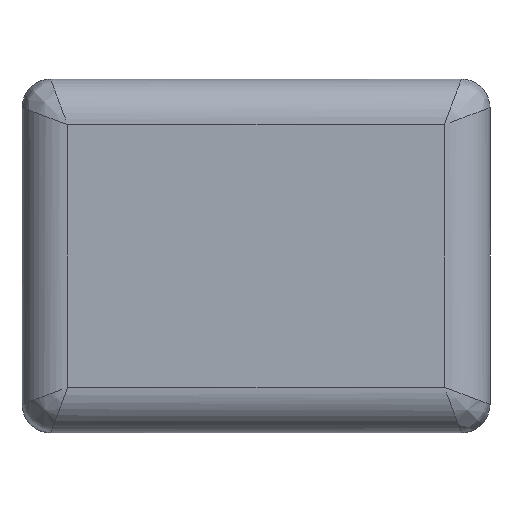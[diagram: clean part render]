
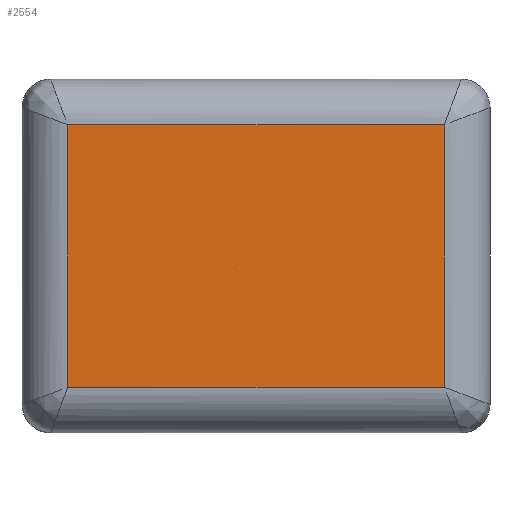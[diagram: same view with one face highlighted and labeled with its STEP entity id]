
A CAD part, left-side view. The second image highlights one B-rep face of the part: STEP entity #2554.
In plain terms, the highlighted planar face has unit normal (-1, 0, 0).
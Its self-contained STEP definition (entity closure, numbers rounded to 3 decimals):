
#130 = ORIENTED_EDGE ( 'NONE', *, *, #1285, .T. ) ;
#190 = LINE ( 'NONE', #2689, #2474 ) ;
#232 = VERTEX_POINT ( 'NONE', #1129 ) ;
#458 = CARTESIAN_POINT ( 'NONE',  ( -0.8, -0.41, 0.62 ) ) ;
#461 = EDGE_CURVE ( 'NONE', #232, #2247, #1848, .T. ) ;
#545 = VECTOR ( 'NONE', #2070, 1000. ) ;
#573 = DIRECTION ( 'NONE',  ( 0., 0., 1. ) ) ;
#580 = CARTESIAN_POINT ( 'NONE',  ( -0.8, -0.41, 0.54 ) ) ;
#612 = EDGE_LOOP ( 'NONE', ( #130, #1133, #1607, #1267 ) ) ;
#615 = VECTOR ( 'NONE', #573, 1000. ) ;
#672 = DIRECTION ( 'NONE',  ( 0., 0., -1. ) ) ;
#904 = LINE ( 'NONE', #1389, #615 ) ;
#968 = CARTESIAN_POINT ( 'NONE',  ( -0.8, -0.33, 0.08 ) ) ;
#983 = VERTEX_POINT ( 'NONE', #968 ) ;
#1064 = EDGE_CURVE ( 'NONE', #983, #232, #904, .T. ) ;
#1066 = CARTESIAN_POINT ( 'NONE',  ( -0.8, 0.33, 0.54 ) ) ;
#1129 = CARTESIAN_POINT ( 'NONE',  ( -0.8, -0.33, 0.54 ) ) ;
#1133 = ORIENTED_EDGE ( 'NONE', *, *, #1232, .T. ) ;
#1138 = CARTESIAN_POINT ( 'NONE',  ( -0.8, 0.33, 0.08 ) ) ;
#1232 = EDGE_CURVE ( 'NONE', #2368, #983, #190, .T. ) ;
#1267 = ORIENTED_EDGE ( 'NONE', *, *, #461, .T. ) ;
#1285 = EDGE_CURVE ( 'NONE', #2247, #2368, #1377, .T. ) ;
#1377 = LINE ( 'NONE', #2700, #545 ) ;
#1389 = CARTESIAN_POINT ( 'NONE',  ( -0.8, -0.33, 0.62 ) ) ;
#1391 = AXIS2_PLACEMENT_3D ( 'NONE', #458, #1913, #672 ) ;
#1607 = ORIENTED_EDGE ( 'NONE', *, *, #1064, .T. ) ;
#1611 = DIRECTION ( 'NONE',  ( 0., 1., 0. ) ) ;
#1848 = LINE ( 'NONE', #580, #2454 ) ;
#1865 = DIRECTION ( 'NONE',  ( 0., -1., 0. ) ) ;
#1913 = DIRECTION ( 'NONE',  ( 1., 0., 0. ) ) ;
#2070 = DIRECTION ( 'NONE',  ( 0., 0., -1. ) ) ;
#2247 = VERTEX_POINT ( 'NONE', #1066 ) ;
#2311 = PLANE ( 'NONE',  #1391 ) ;
#2368 = VERTEX_POINT ( 'NONE', #1138 ) ;
#2451 = FACE_OUTER_BOUND ( 'NONE', #612, .T. ) ;
#2454 = VECTOR ( 'NONE', #1611, 1000. ) ;
#2474 = VECTOR ( 'NONE', #1865, 1000. ) ;
#2554 = ADVANCED_FACE ( 'NONE', ( #2451 ), #2311, .F. ) ;
#2689 = CARTESIAN_POINT ( 'NONE',  ( -0.8, 0., 0.08 ) ) ;
#2700 = CARTESIAN_POINT ( 'NONE',  ( -0.8, 0.33, 0.62 ) ) ;
